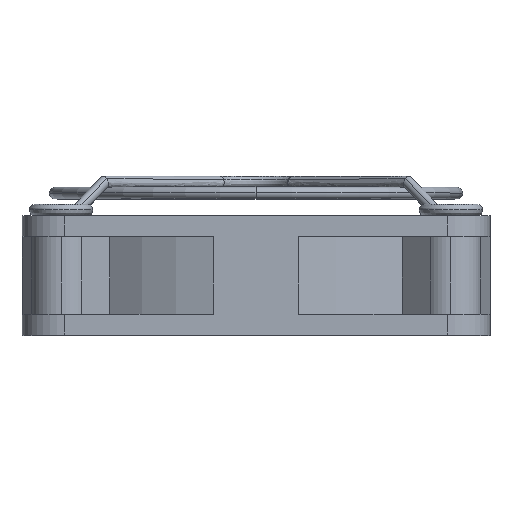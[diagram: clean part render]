
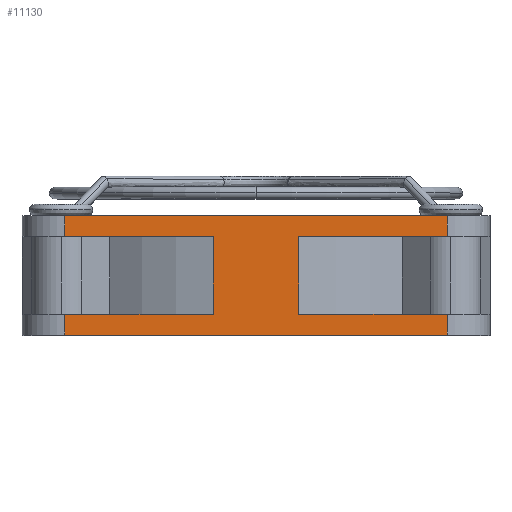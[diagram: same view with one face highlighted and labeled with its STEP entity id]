
A CAD part, top view. The second image highlights one B-rep face of the part: STEP entity #11130.
In plain terms, the highlighted planar face has unit normal (0, 0, 1).
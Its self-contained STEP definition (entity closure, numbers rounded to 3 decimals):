
#182 = LINE ( 'NONE', #9422, #4569 ) ;
#196 = ORIENTED_EDGE ( 'NONE', *, *, #11064, .T. ) ;
#262 = CARTESIAN_POINT ( 'NONE',  ( 0., -5., 30. ) ) ;
#271 = CARTESIAN_POINT ( 'NONE',  ( 24.5, 7.65, 30. ) ) ;
#432 = LINE ( 'NONE', #4974, #9547 ) ;
#697 = ORIENTED_EDGE ( 'NONE', *, *, #3017, .F. ) ;
#709 = VECTOR ( 'NONE', #6897, 1000. ) ;
#732 = PLANE ( 'NONE',  #6935 ) ;
#950 = CARTESIAN_POINT ( 'NONE',  ( -5.5, 5., 30. ) ) ;
#1084 = ORIENTED_EDGE ( 'NONE', *, *, #9780, .F. ) ;
#1178 = CARTESIAN_POINT ( 'NONE',  ( -24.5, 5., 30. ) ) ;
#1225 = ORIENTED_EDGE ( 'NONE', *, *, #8986, .F. ) ;
#1233 = VECTOR ( 'NONE', #9098, 1000. ) ;
#1371 = VERTEX_POINT ( 'NONE', #10369 ) ;
#1771 = DIRECTION ( 'NONE',  ( 1., 0., 0. ) ) ;
#1813 = EDGE_CURVE ( 'NONE', #6543, #8947, #182, .T. ) ;
#2164 = VERTEX_POINT ( 'NONE', #5750 ) ;
#2265 = CARTESIAN_POINT ( 'NONE',  ( 5.5, -5., 30. ) ) ;
#2344 = LINE ( 'NONE', #6841, #2619 ) ;
#2370 = EDGE_CURVE ( 'NONE', #10864, #2164, #432, .T. ) ;
#2453 = EDGE_CURVE ( 'NONE', #4543, #10864, #2344, .T. ) ;
#2609 = VERTEX_POINT ( 'NONE', #950 ) ;
#2619 = VECTOR ( 'NONE', #1771, 1000. ) ;
#2860 = EDGE_CURVE ( 'NONE', #7857, #7155, #11030, .T. ) ;
#2869 = CARTESIAN_POINT ( 'NONE',  ( 24.5, 7.65, 30. ) ) ;
#3017 = EDGE_CURVE ( 'NONE', #2609, #8687, #3583, .T. ) ;
#3020 = LINE ( 'NONE', #4350, #709 ) ;
#3284 = VECTOR ( 'NONE', #5910, 1000. ) ;
#3315 = CARTESIAN_POINT ( 'NONE',  ( -24.5, -7.65, 30. ) ) ;
#3419 = ORIENTED_EDGE ( 'NONE', *, *, #8462, .F. ) ;
#3446 = DIRECTION ( 'NONE',  ( -1., 0., 0. ) ) ;
#3453 = DIRECTION ( 'NONE',  ( 0., -1., 0. ) ) ;
#3576 = LINE ( 'NONE', #2869, #9908 ) ;
#3583 = LINE ( 'NONE', #7427, #1233 ) ;
#3612 = EDGE_CURVE ( 'NONE', #10901, #6543, #6952, .T. ) ;
#3972 = ORIENTED_EDGE ( 'NONE', *, *, #3612, .T. ) ;
#4093 = FACE_OUTER_BOUND ( 'NONE', #7081, .T. ) ;
#4138 = CARTESIAN_POINT ( 'NONE',  ( -24.5, -5., 30. ) ) ;
#4180 = CARTESIAN_POINT ( 'NONE',  ( -24.5, 7.65, 30. ) ) ;
#4265 = CARTESIAN_POINT ( 'NONE',  ( 0., -5., 30. ) ) ;
#4350 = CARTESIAN_POINT ( 'NONE',  ( -5.5, -5., 30. ) ) ;
#4543 = VERTEX_POINT ( 'NONE', #9968 ) ;
#4569 = VECTOR ( 'NONE', #10386, 1000. ) ;
#4974 = CARTESIAN_POINT ( 'NONE',  ( 24.5, 7.65, 30. ) ) ;
#5035 = ORIENTED_EDGE ( 'NONE', *, *, #2370, .F. ) ;
#5093 = DIRECTION ( 'NONE',  ( -1., 0., 0. ) ) ;
#5181 = ORIENTED_EDGE ( 'NONE', *, *, #2860, .T. ) ;
#5357 = LINE ( 'NONE', #6059, #6552 ) ;
#5412 = DIRECTION ( 'NONE',  ( -1., 0., 0. ) ) ;
#5750 = CARTESIAN_POINT ( 'NONE',  ( 24.5, 5., 30. ) ) ;
#5910 = DIRECTION ( 'NONE',  ( -1., 0., 0. ) ) ;
#6021 = ORIENTED_EDGE ( 'NONE', *, *, #2453, .F. ) ;
#6059 = CARTESIAN_POINT ( 'NONE',  ( 0., 5., 30. ) ) ;
#6096 = LINE ( 'NONE', #9118, #10002 ) ;
#6145 = VECTOR ( 'NONE', #6346, 1000. ) ;
#6187 = CARTESIAN_POINT ( 'NONE',  ( 24.5, -7.65, 30. ) ) ;
#6346 = DIRECTION ( 'NONE',  ( 1., 0., 0. ) ) ;
#6418 = CARTESIAN_POINT ( 'NONE',  ( -24.5, -7.65, 30. ) ) ;
#6479 = EDGE_CURVE ( 'NONE', #7155, #1371, #6096, .T. ) ;
#6543 = VERTEX_POINT ( 'NONE', #4138 ) ;
#6552 = VECTOR ( 'NONE', #3446, 1000. ) ;
#6708 = ORIENTED_EDGE ( 'NONE', *, *, #9714, .T. ) ;
#6841 = CARTESIAN_POINT ( 'NONE',  ( -24.5, 7.65, 30. ) ) ;
#6876 = DIRECTION ( 'NONE',  ( 0., -1., 0. ) ) ;
#6897 = DIRECTION ( 'NONE',  ( 0., 1., 0. ) ) ;
#6935 = AXIS2_PLACEMENT_3D ( 'NONE', #8494, #10256, #5093 ) ;
#6952 = LINE ( 'NONE', #4265, #3284 ) ;
#7081 = EDGE_LOOP ( 'NONE', ( #5181, #9509, #1225, #5035, #6021, #196, #697, #3419, #3972, #7611, #6708, #1084 ) ) ;
#7155 = VERTEX_POINT ( 'NONE', #2265 ) ;
#7427 = CARTESIAN_POINT ( 'NONE',  ( 0., 5., 30. ) ) ;
#7440 = VERTEX_POINT ( 'NONE', #6187 ) ;
#7611 = ORIENTED_EDGE ( 'NONE', *, *, #1813, .T. ) ;
#7857 = VERTEX_POINT ( 'NONE', #9829 ) ;
#8432 = VECTOR ( 'NONE', #5412, 1000. ) ;
#8462 = EDGE_CURVE ( 'NONE', #10901, #2609, #3020, .T. ) ;
#8494 = CARTESIAN_POINT ( 'NONE',  ( -24.5, 7.65, 30. ) ) ;
#8687 = VERTEX_POINT ( 'NONE', #1178 ) ;
#8890 = CARTESIAN_POINT ( 'NONE',  ( -5.5, -5., 30. ) ) ;
#8941 = DIRECTION ( 'NONE',  ( 0., -1., 0. ) ) ;
#8947 = VERTEX_POINT ( 'NONE', #3315 ) ;
#8986 = EDGE_CURVE ( 'NONE', #2164, #1371, #5357, .T. ) ;
#9093 = LINE ( 'NONE', #4180, #9502 ) ;
#9098 = DIRECTION ( 'NONE',  ( -1., 0., 0. ) ) ;
#9118 = CARTESIAN_POINT ( 'NONE',  ( 5.5, -5., 30. ) ) ;
#9225 = DIRECTION ( 'NONE',  ( 0., 1., 0. ) ) ;
#9422 = CARTESIAN_POINT ( 'NONE',  ( -24.5, 7.65, 30. ) ) ;
#9502 = VECTOR ( 'NONE', #3453, 1000. ) ;
#9509 = ORIENTED_EDGE ( 'NONE', *, *, #6479, .T. ) ;
#9547 = VECTOR ( 'NONE', #6876, 1000. ) ;
#9714 = EDGE_CURVE ( 'NONE', #8947, #7440, #10745, .T. ) ;
#9780 = EDGE_CURVE ( 'NONE', #7857, #7440, #3576, .T. ) ;
#9829 = CARTESIAN_POINT ( 'NONE',  ( 24.5, -5., 30. ) ) ;
#9908 = VECTOR ( 'NONE', #8941, 1000. ) ;
#9968 = CARTESIAN_POINT ( 'NONE',  ( -24.5, 7.65, 30. ) ) ;
#10002 = VECTOR ( 'NONE', #9225, 1000. ) ;
#10256 = DIRECTION ( 'NONE',  ( 0., 0., -1. ) ) ;
#10369 = CARTESIAN_POINT ( 'NONE',  ( 5.5, 5., 30. ) ) ;
#10386 = DIRECTION ( 'NONE',  ( 0., -1., 0. ) ) ;
#10745 = LINE ( 'NONE', #6418, #6145 ) ;
#10864 = VERTEX_POINT ( 'NONE', #271 ) ;
#10901 = VERTEX_POINT ( 'NONE', #8890 ) ;
#11030 = LINE ( 'NONE', #262, #8432 ) ;
#11064 = EDGE_CURVE ( 'NONE', #4543, #8687, #9093, .T. ) ;
#11130 = ADVANCED_FACE ( 'NONE', ( #4093 ), #732, .F. ) ;
